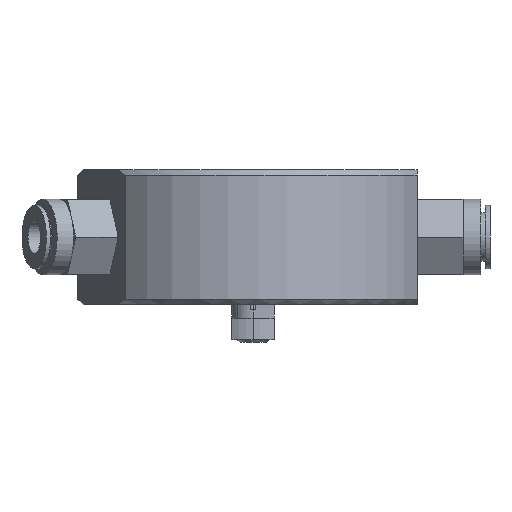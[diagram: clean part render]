
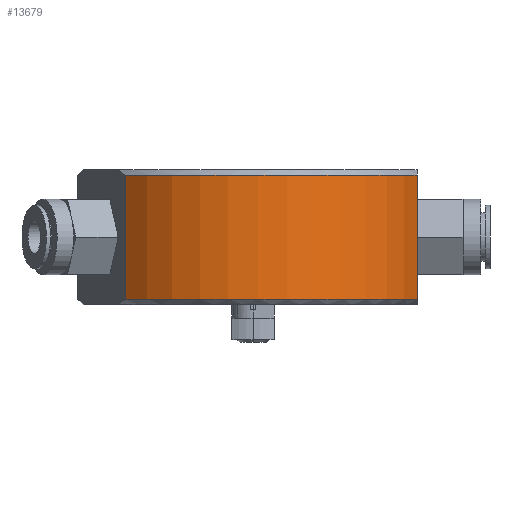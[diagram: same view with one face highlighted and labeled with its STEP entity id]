
A CAD part, left-side view. The second image highlights one B-rep face of the part: STEP entity #13679.
In plain terms, the highlighted cylindrical face has radius 32.5 mm (diameter 65 mm), a partial arc.
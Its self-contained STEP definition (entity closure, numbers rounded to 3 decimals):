
#4837=CARTESIAN_POINT('',(0.,-9.,0.));
#4838=DIRECTION('',(0.,1.,0.));
#4839=DIRECTION('',(0.685,0.,0.729));
#4840=AXIS2_PLACEMENT_3D('',#4837,#4838,#4839);
#4862=DIRECTION('',(0.,-1.,0.));
#4863=VECTOR('',#4862,23.);
#4864=CARTESIAN_POINT('',(22.257,14.,23.683));
#4865=LINE('',#4864,#4863);
#4866=DIRECTION('',(0.,-1.,0.));
#4867=VECTOR('',#4866,23.);
#4868=CARTESIAN_POINT('',(11.5,14.,-30.397));
#4869=LINE('',#4868,#4867);
#4921=CARTESIAN_POINT('',(0.,14.,
0.));
#4922=DIRECTION('',(0.,-1.,0.));
#4923=DIRECTION('',(0.354,0.,-0.935));
#4924=AXIS2_PLACEMENT_3D('',#4921,#4922,#4923);
#5192=CARTESIAN_POINT('',(11.5,14.,-30.397));
#5193=CARTESIAN_POINT('',(11.5,-9.,-30.397));
#5194=VERTEX_POINT('',#5192);
#5195=VERTEX_POINT('',#5193);
#6074=CARTESIAN_POINT('',(22.257,14.,23.683));
#6075=CARTESIAN_POINT('',(22.257,-9.,23.683));
#6076=VERTEX_POINT('',#6074);
#6077=VERTEX_POINT('',#6075);
#13666=CARTESIAN_POINT('',(0.,16.25,0.));
#13667=DIRECTION('',(0.,-1.,0.));
#13668=DIRECTION('',(-1.,0.,0.));
#13669=AXIS2_PLACEMENT_3D('',#13666,#13667,#13668);
#13670=CYLINDRICAL_SURFACE('',#13669,32.5);
#13671=ORIENTED_EDGE('',*,*,#13595,.F.);
#13673=ORIENTED_EDGE('',*,*,#13672,.F.);
#13675=ORIENTED_EDGE('',*,*,#13674,.T.);
#13676=ORIENTED_EDGE('',*,*,#13643,.F.);
#13677=EDGE_LOOP('',(#13671,#13673,#13675,#13676));
#13678=FACE_OUTER_BOUND('',#13677,.F.);
#13679=ADVANCED_FACE('',(#13678),#13670,.T.);
#4841=CIRCLE('',#4840,32.5);
#4925=CIRCLE('',#4924,32.5);
#13595=EDGE_CURVE('',#6076,#6077,#4865,.T.);
#13643=EDGE_CURVE('',#6077,#5195,#4841,.T.);
#13672=EDGE_CURVE('',#5194,#6076,#4925,.T.);
#13674=EDGE_CURVE('',#5194,#5195,#4869,.T.);
